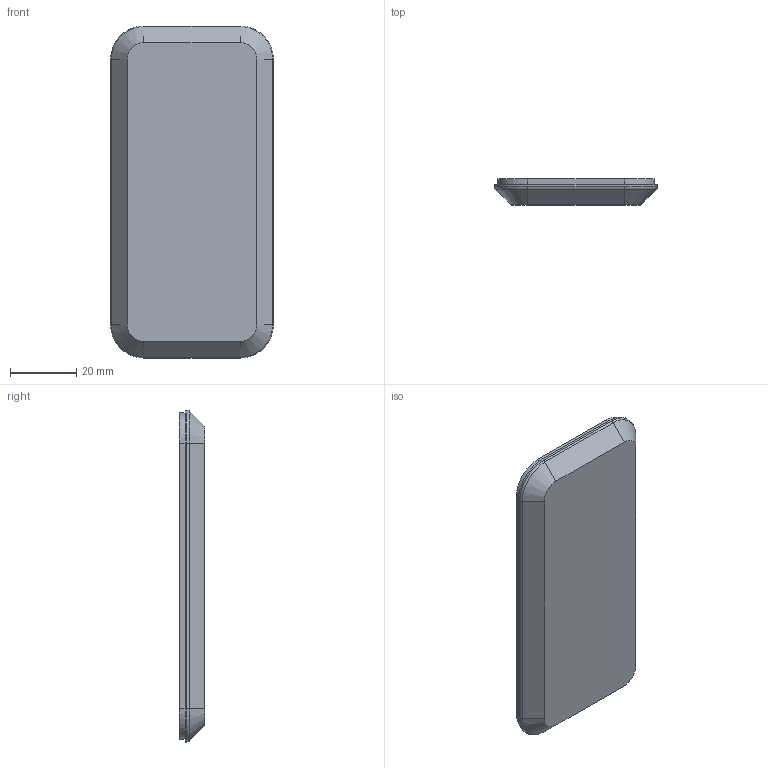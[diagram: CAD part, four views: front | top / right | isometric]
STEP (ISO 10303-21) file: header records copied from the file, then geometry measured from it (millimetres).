
FILE_DESCRIPTION (( 'STEP AP214' ), '1' );
FILE_NAME ('pults secound gen vaks.STEP', '2024-05-08T22:39:41', ( '' ), ( '' ), 'SwSTEP 2.0', 'SolidWorks 2022', '' );
FILE_SCHEMA (( 'AUTOMOTIVE_DESIGN' ));
Length unit declared in the file: millimetre
Products named in the file (1): pults secound gen vaks
Bounding box: 49 x 7.8 x 100 mm (x, y, z)
Volume: 12475.2 mm3; surface area: 12099.5 mm2
Topology: 1 solids, 1 shells, 52 faces, 120 edges, 72 vertices
Faces by surface type: cylinder 20, plane 20, torus 8, cone 4
Entity records: 1498 total; most frequent: DIRECTION 278, CARTESIAN_POINT 245, ORIENTED_EDGE 240, EDGE_CURVE 120, AXIS2_PLACEMENT_3D 105, VERTEX_POINT 72, LINE 68, VECTOR 68
